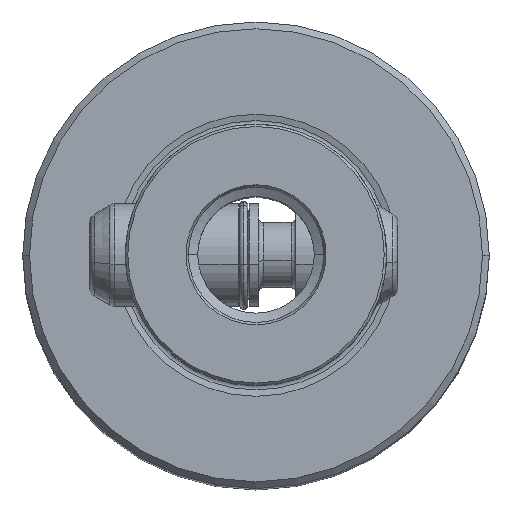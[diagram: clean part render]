
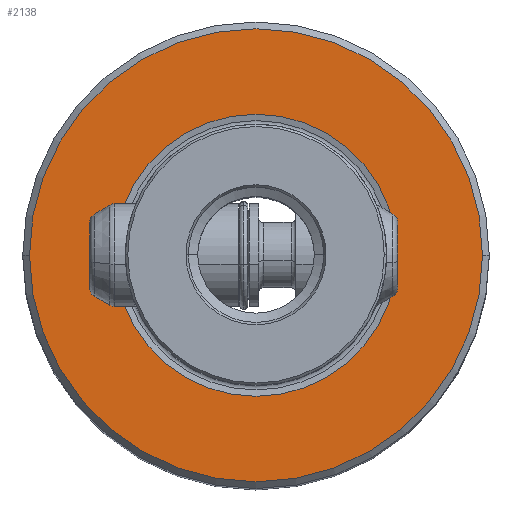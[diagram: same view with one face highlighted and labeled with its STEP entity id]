
A CAD part, top view. The second image highlights one B-rep face of the part: STEP entity #2138.
In plain terms, the highlighted planar face has unit normal (0, 0, 1).
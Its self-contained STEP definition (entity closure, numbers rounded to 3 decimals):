
#980=VERTEX_POINT('NONE',#2526);
#1548=VERTEX_POINT('NONE',#3172);
#1554=EDGE_CURVE('NONE',#980,#1548,#3178,.T.);
#1706=EDGE_CURVE('NONE',#1922,#1888,#3342,.T.);
#1782=EDGE_CURVE('NONE',#1888,#1922,#3426,.T.);
#1888=VERTEX_POINT('NONE',#3547);
#1922=VERTEX_POINT('NONE',#3583);
#2030=EDGE_CURVE('NONE',#1548,#980,#3706,.T.);
#2138=ADVANCED_FACE('NONE',(#3823,#3824),#3825,.T.);
#2526=CARTESIAN_POINT('',(-24.275,0.0,0.0));
#3172=CARTESIAN_POINT('',(24.275,0.,0.0));
#3178=CIRCLE('',#5508,24.275);
#3342=CIRCLE('',#5891,15.112);
#3426=CIRCLE('',#6060,15.112);
#3547=CARTESIAN_POINT('',(15.112,0.0,0.0));
#3583=CARTESIAN_POINT('',(-15.112,0.,0.0));
#3706=CIRCLE('',#6554,24.275);
#3823=FACE_OUTER_BOUND('',#6753,.T.);
#3824=FACE_BOUND('',#6754,.T.);
#3825=PLANE('',#6755);
#5508=AXIS2_PLACEMENT_3D('',#8090,#8091,#8092);
#5891=AXIS2_PLACEMENT_3D('',#8250,#8251,#8252);
#6060=AXIS2_PLACEMENT_3D('',#8354,#8355,#8356);
#6554=AXIS2_PLACEMENT_3D('',#8743,#8744,#8745);
#6753=EDGE_LOOP('',(#8865,#8866));
#6754=EDGE_LOOP('',(#8867,#8868));
#6755=AXIS2_PLACEMENT_3D('',#8869,#8870,#8871);
#8090=CARTESIAN_POINT('',(0.0,0.0,0.0));
#8091=DIRECTION('',(0.0,0.0,-1.0));
#8092=DIRECTION('',(1.0,0.0,0.0));
#8250=CARTESIAN_POINT('',(0.0,0.0,0.0));
#8251=DIRECTION('',(0.0,0.0,1.0));
#8252=DIRECTION('',(1.0,0.0,0.0));
#8354=CARTESIAN_POINT('',(0.0,0.0,0.0));
#8355=DIRECTION('',(0.0,0.0,1.0));
#8356=DIRECTION('',(1.0,0.0,0.0));
#8743=CARTESIAN_POINT('',(0.0,0.0,0.0));
#8744=DIRECTION('',(0.0,0.0,-1.0));
#8745=DIRECTION('',(1.0,0.0,0.0));
#8865=ORIENTED_EDGE('',*,*,#1554,.F.);
#8866=ORIENTED_EDGE('',*,*,#2030,.F.);
#8867=ORIENTED_EDGE('',*,*,#1782,.F.);
#8868=ORIENTED_EDGE('',*,*,#1706,.F.);
#8869=CARTESIAN_POINT('',(0.0,14.0,0.0));
#8870=DIRECTION('',(0.0,0.0,1.0));
#8871=DIRECTION('',(1.0,0.0,0.0));
